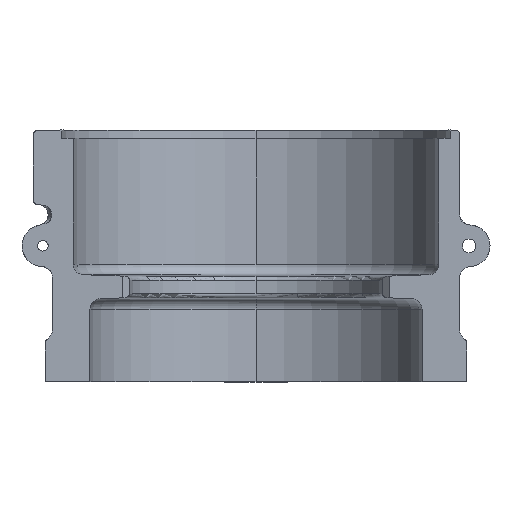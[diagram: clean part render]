
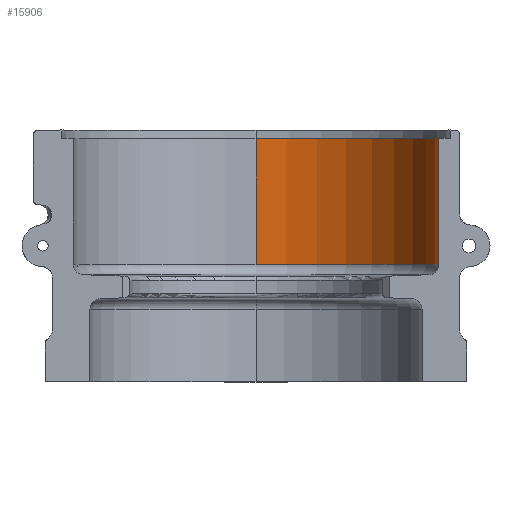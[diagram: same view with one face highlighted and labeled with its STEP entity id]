
A CAD part, top view. The second image highlights one B-rep face of the part: STEP entity #15906.
In plain terms, the highlighted cylindrical face has radius 87.5 mm (diameter 175 mm), a partial arc.
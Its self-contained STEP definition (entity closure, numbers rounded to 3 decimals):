
#99 = VECTOR ( 'NONE', #10212, 1000. ) ;
#231 = DIRECTION ( 'NONE',  ( 0., -1., 0. ) ) ;
#535 = DIRECTION ( 'NONE',  ( 0., 0., -1. ) ) ;
#2839 = EDGE_CURVE ( 'NONE', #10282, #10505, #15259, .T. ) ;
#3175 = DIRECTION ( 'NONE',  ( 0., 0., 1. ) ) ;
#4022 = CARTESIAN_POINT ( 'NONE',  ( 0., 76.2, -87.5 ) ) ;
#4152 = CARTESIAN_POINT ( 'NONE',  ( 87.464, 76.2, -2.5 ) ) ;
#4264 = CARTESIAN_POINT ( 'NONE',  ( 0., -3.322, 0. ) ) ;
#4377 = AXIS2_PLACEMENT_3D ( 'NONE', #4264, #6968, #535 ) ;
#4555 = CARTESIAN_POINT ( 'NONE',  ( 87.464, 15.959, -2.5 ) ) ;
#4830 = EDGE_CURVE ( 'NONE', #10282, #13561, #10582, .T. ) ;
#5318 = CIRCLE ( 'NONE', #6538, 87.5 ) ;
#5621 = AXIS2_PLACEMENT_3D ( 'NONE', #11060, #9701, #3175 ) ;
#6538 = AXIS2_PLACEMENT_3D ( 'NONE', #12513, #9846, #8663 ) ;
#6968 = DIRECTION ( 'NONE',  ( 0., -1., 0. ) ) ;
#8663 = DIRECTION ( 'NONE',  ( 0., 0., 1. ) ) ;
#8740 = EDGE_CURVE ( 'NONE', #13028, #10505, #5318, .T. ) ;
#9323 = ORIENTED_EDGE ( 'NONE', *, *, #10007, .T. ) ;
#9701 = DIRECTION ( 'NONE',  ( 0., 1., 0. ) ) ;
#9706 = FACE_OUTER_BOUND ( 'NONE', #16371, .T. ) ;
#9846 = DIRECTION ( 'NONE',  ( 0., -1., 0. ) ) ;
#10007 = EDGE_CURVE ( 'NONE', #13561, #13028, #15608, .T. ) ;
#10101 = ORIENTED_EDGE ( 'NONE', *, *, #4830, .T. ) ;
#10212 = DIRECTION ( 'NONE',  ( 0., -1., 0. ) ) ;
#10282 = VERTEX_POINT ( 'NONE', #4152 ) ;
#10505 = VERTEX_POINT ( 'NONE', #4555 ) ;
#10582 = CIRCLE ( 'NONE', #5621, 87.5 ) ;
#11060 = CARTESIAN_POINT ( 'NONE',  ( 0., 76.2, 0. ) ) ;
#11528 = ORIENTED_EDGE ( 'NONE', *, *, #2839, .F. ) ;
#12513 = CARTESIAN_POINT ( 'NONE',  ( 0., 15.959, 0. ) ) ;
#12526 = CYLINDRICAL_SURFACE ( 'NONE', #4377, 87.5 ) ;
#13028 = VERTEX_POINT ( 'NONE', #13342 ) ;
#13342 = CARTESIAN_POINT ( 'NONE',  ( 0., 15.959, -87.5 ) ) ;
#13561 = VERTEX_POINT ( 'NONE', #4022 ) ;
#14356 = CARTESIAN_POINT ( 'NONE',  ( 87.464, -3.322, -2.5 ) ) ;
#15040 = VECTOR ( 'NONE', #231, 1000. ) ;
#15245 = CARTESIAN_POINT ( 'NONE',  ( 0., -3.322, -87.5 ) ) ;
#15259 = LINE ( 'NONE', #14356, #15040 ) ;
#15608 = LINE ( 'NONE', #15245, #99 ) ;
#15906 = ADVANCED_FACE ( 'NONE', ( #9706 ), #12526, .F. ) ;
#16371 = EDGE_LOOP ( 'NONE', ( #10101, #9323, #16686, #11528 ) ) ;
#16686 = ORIENTED_EDGE ( 'NONE', *, *, #8740, .T. ) ;
